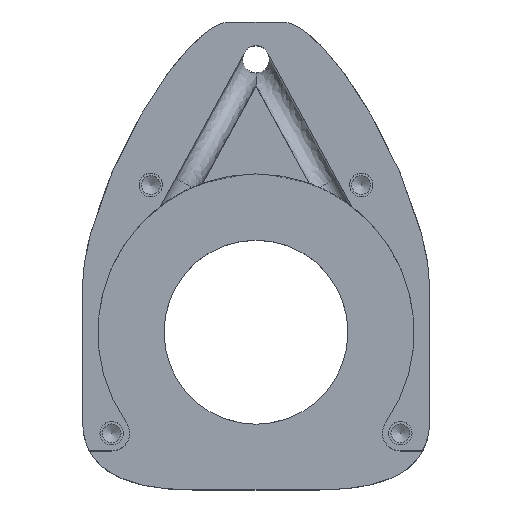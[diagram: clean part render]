
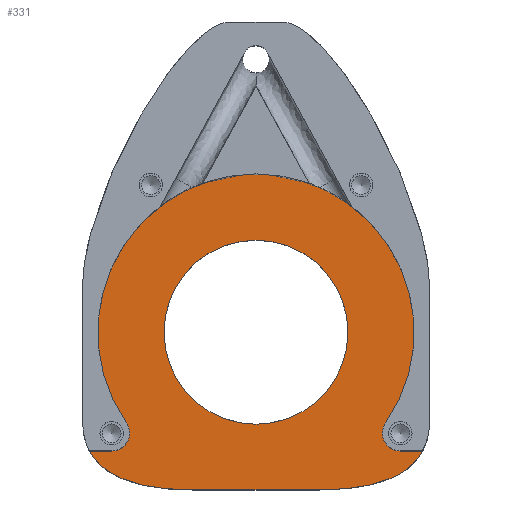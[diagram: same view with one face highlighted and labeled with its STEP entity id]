
A CAD part, top view. The second image highlights one B-rep face of the part: STEP entity #331.
In plain terms, the highlighted planar face has unit normal (0, 0, 1).
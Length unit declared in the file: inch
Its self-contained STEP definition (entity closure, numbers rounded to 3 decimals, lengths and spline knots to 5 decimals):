
#40 = DIRECTION ( 'NONE',  ( 0., 0., 1. ) ) ;
#89 = VERTEX_POINT ( 'NONE', #1165 ) ;
#92 = DIRECTION ( 'NONE',  ( 1., 0., 0. ) ) ;
#114 = ORIENTED_EDGE ( 'NONE', *, *, #2958, .F. ) ;
#136 = VERTEX_POINT ( 'NONE', #2774 ) ;
#205 = CARTESIAN_POINT ( 'NONE',  ( -0.68604, -0.92787, 1.095 ) ) ;
#213 = CARTESIAN_POINT ( 'NONE',  ( 0.68604, -0.92787, 1.095 ) ) ;
#231 = CARTESIAN_POINT ( 'NONE',  ( 0.79219, -0.92787, 1.095 ) ) ;
#248 = CARTESIAN_POINT ( 'NONE',  ( 0.3, -1.1125, 1.095 ) ) ;
#259 =( BOUNDED_CURVE ( )  B_SPLINE_CURVE ( 2, ( #1985, #3337, #1463 ),
 .UNSPECIFIED., .F., .F. ) 
 B_SPLINE_CURVE_WITH_KNOTS ( ( 3, 3 ),
 ( 0.00024, 0.00112 ),
 .UNSPECIFIED. ) 
 CURVE ( )  GEOMETRIC_REPRESENTATION_ITEM ( )  RATIONAL_B_SPLINE_CURVE ( ( 0.993, 0.992, 0.992 ) ) 
 REPRESENTATION_ITEM ( '' )  );
#320 = ORIENTED_EDGE ( 'NONE', *, *, #2857, .F. ) ;
#331 = ADVANCED_FACE ( 'NONE', ( #1899, #2744 ), #1408, .T. ) ;
#339 = LINE ( 'NONE', #607, #1348 ) ;
#341 = CARTESIAN_POINT ( 'NONE',  ( -0.61641, -0.79412, 1.095 ) ) ;
#389 = CARTESIAN_POINT ( 'NONE',  ( 0., -0.3625, 1.095 ) ) ;
#420 = EDGE_CURVE ( 'NONE', #3097, #1966, #2249, .T. ) ;
#449 = CARTESIAN_POINT ( 'NONE',  ( 0.63734, -1.05868, 1.095 ) ) ;
#480 = ORIENTED_EDGE ( 'NONE', *, *, #1858, .T. ) ;
#601 = VECTOR ( 'NONE', #2742, 39.37008 ) ;
#607 = CARTESIAN_POINT ( 'NONE',  ( -0.825, -1.1125, 1.095 ) ) ;
#608 = ORIENTED_EDGE ( 'NONE', *, *, #1751, .T. ) ;
#628 = CARTESIAN_POINT ( 'NONE',  ( 0.63734, -1.05868, 1.095 ) ) ;
#676 = EDGE_CURVE ( 'NONE', #3107, #2101, #3153, .T. ) ;
#723 = CARTESIAN_POINT ( 'NONE',  ( -0.5101, -1.1125, 1.095 ) ) ;
#728 = ORIENTED_EDGE ( 'NONE', *, *, #3246, .F. ) ;
#740 = ORIENTED_EDGE ( 'NONE', *, *, #1246, .F. ) ;
#781 = ORIENTED_EDGE ( 'NONE', *, *, #3186, .T. ) ;
#793 = EDGE_CURVE ( 'NONE', #1966, #136, #2020, .T. ) ;
#797 = CARTESIAN_POINT ( 'NONE',  ( -0.68604, -0.84287, 1.095 ) ) ;
#808 = EDGE_CURVE ( 'NONE', #2101, #3378, #259, .T. ) ;
#896 = CIRCLE ( 'NONE', #3292, 0.085 ) ;
#937 = CARTESIAN_POINT ( 'NONE',  ( -0.72664, -1.02091, 1.095 ) ) ;
#953 = VERTEX_POINT ( 'NONE', #449 ) ;
#996 = CARTESIAN_POINT ( 'NONE',  ( -0.63734, -1.05868, 1.095 ) ) ;
#1072 = CARTESIAN_POINT ( 'NONE',  ( 0.3, -1.1125, 1.095 ) ) ;
#1085 = CARTESIAN_POINT ( 'NONE',  ( 0., -0.3625, 1.095 ) ) ;
#1126 = ORIENTED_EDGE ( 'NONE', *, *, #420, .F. ) ;
#1136 = CARTESIAN_POINT ( 'NONE',  ( 0.68604, -0.92787, 1.095 ) ) ;
#1149 = CARTESIAN_POINT ( 'NONE',  ( 0.77361, -0.95713, 1.095 ) ) ;
#1165 = CARTESIAN_POINT ( 'NONE',  ( 0.4375, -0.3625, 1.095 ) ) ;
#1177 = DIRECTION ( 'NONE',  ( 1., 0., 0. ) ) ;
#1184 = CARTESIAN_POINT ( 'NONE',  ( 0., -0.3625, 1.095 ) ) ;
#1188 = CARTESIAN_POINT ( 'NONE',  ( -0.79219, -0.92787, 1.095 ) ) ;
#1192 = ORIENTED_EDGE ( 'NONE', *, *, #793, .F. ) ;
#1234 = VERTEX_POINT ( 'NONE', #341 ) ;
#1246 = EDGE_CURVE ( 'NONE', #136, #1994, #1503, .T. ) ;
#1253 = EDGE_CURVE ( 'NONE', #89, #89, #2646, .T. ) ;
#1301 = CARTESIAN_POINT ( 'NONE',  ( 0.61641, -0.79412, 1.095 ) ) ;
#1325 = DIRECTION ( 'NONE',  ( 1., 0., 0. ) ) ;
#1348 = VECTOR ( 'NONE', #1967, 39.37008 ) ;
#1378 =( BOUNDED_CURVE ( )  B_SPLINE_CURVE ( 2, ( #1149, #1686, #628 ),
 .UNSPECIFIED., .F., .F. ) 
 B_SPLINE_CURVE_WITH_KNOTS ( ( 3, 3 ),
 ( 0., 1. ),
 .UNSPECIFIED. ) 
 CURVE ( )  GEOMETRIC_REPRESENTATION_ITEM ( )  RATIONAL_B_SPLINE_CURVE ( ( 0.992, 0.989, 0.99 ) ) 
 REPRESENTATION_ITEM ( '' )  );
#1403 = AXIS2_PLACEMENT_3D ( 'NONE', #389, #1710, #1177 ) ;
#1405 = ORIENTED_EDGE ( 'NONE', *, *, #2699, .T. ) ;
#1408 = PLANE ( 'NONE',  #1655 ) ;
#1445 = DIRECTION ( 'NONE',  ( 0., 0., 1. ) ) ;
#1452 = CARTESIAN_POINT ( 'NONE',  ( -0.77361, -0.95713, 1.095 ) ) ;
#1463 = CARTESIAN_POINT ( 'NONE',  ( 0.77361, -0.95713, 1.095 ) ) ;
#1503 =( BOUNDED_CURVE ( )  B_SPLINE_CURVE ( 2, ( #1452, #2829, #1188 ),
 .UNSPECIFIED., .F., .F. ) 
 B_SPLINE_CURVE_WITH_KNOTS ( ( 3, 3 ),
 ( 0.01304, 0.0139 ),
 .UNSPECIFIED. ) 
 CURVE ( )  GEOMETRIC_REPRESENTATION_ITEM ( )  RATIONAL_B_SPLINE_CURVE ( ( 0.992, 0.992, 0.993 ) ) 
 REPRESENTATION_ITEM ( '' )  );
#1655 = AXIS2_PLACEMENT_3D ( 'NONE', #1184, #1445, #92 ) ;
#1676 = CARTESIAN_POINT ( 'NONE',  ( -0.68604, -0.92787, 1.095 ) ) ;
#1686 = CARTESIAN_POINT ( 'NONE',  ( 0.72664, -1.02091, 1.095 ) ) ;
#1710 = DIRECTION ( 'NONE',  ( 0., 0., 1. ) ) ;
#1751 = EDGE_CURVE ( 'NONE', #2413, #1994, #2597, .T. ) ;
#1789 = VERTEX_POINT ( 'NONE', #248 ) ;
#1812 = ORIENTED_EDGE ( 'NONE', *, *, #1253, .F. ) ;
#1838 = CARTESIAN_POINT ( 'NONE',  ( -0.79219, -0.92787, 1.095 ) ) ;
#1858 = EDGE_CURVE ( 'NONE', #1234, #2413, #2861, .T. ) ;
#1871 = ORIENTED_EDGE ( 'NONE', *, *, #808, .F. ) ;
#1885 = AXIS2_PLACEMENT_3D ( 'NONE', #1085, #2378, #1325 ) ;
#1892 = VECTOR ( 'NONE', #3386, 39.37008 ) ;
#1899 = FACE_BOUND ( 'NONE', #3418, .T. ) ;
#1921 = CARTESIAN_POINT ( 'NONE',  ( -0.63734, -1.05868, 1.095 ) ) ;
#1966 = VERTEX_POINT ( 'NONE', #1921 ) ;
#1967 = DIRECTION ( 'NONE',  ( 1., 0., 0. ) ) ;
#1985 = CARTESIAN_POINT ( 'NONE',  ( 0.79219, -0.92787, 1.095 ) ) ;
#1994 = VERTEX_POINT ( 'NONE', #1838 ) ;
#2020 =( BOUNDED_CURVE ( )  B_SPLINE_CURVE ( 2, ( #2258, #937, #2792 ),
 .UNSPECIFIED., .F., .F. ) 
 B_SPLINE_CURVE_WITH_KNOTS ( ( 3, 3 ),
 ( 0., 1. ),
 .UNSPECIFIED. ) 
 CURVE ( )  GEOMETRIC_REPRESENTATION_ITEM ( )  RATIONAL_B_SPLINE_CURVE ( ( 0.99, 0.989, 0.992 ) ) 
 REPRESENTATION_ITEM ( '' )  );
#2027 = EDGE_LOOP ( 'NONE', ( #1405, #728, #114, #1871, #2062, #320, #781, #480, #608, #740, #1192, #1126 ) ) ;
#2062 = ORIENTED_EDGE ( 'NONE', *, *, #676, .F. ) ;
#2063 =( BOUNDED_CURVE ( )  B_SPLINE_CURVE ( 2, ( #2635, #2678, #1072 ),
 .UNSPECIFIED., .F., .F. ) 
 B_SPLINE_CURVE_WITH_KNOTS ( ( 3, 3 ),
 ( 0., 1. ),
 .UNSPECIFIED. ) 
 CURVE ( )  GEOMETRIC_REPRESENTATION_ITEM ( )  RATIONAL_B_SPLINE_CURVE ( ( 0.99, 0.992, 1. ) ) 
 REPRESENTATION_ITEM ( '' )  );
#2096 = DIRECTION ( 'NONE',  ( 1., 0., 0. ) ) ;
#2101 = VERTEX_POINT ( 'NONE', #231 ) ;
#2162 = DIRECTION ( 'NONE',  ( 1., 0., 0. ) ) ;
#2249 =( BOUNDED_CURVE ( )  B_SPLINE_CURVE ( 2, ( #3384, #723, #996 ),
 .UNSPECIFIED., .F., .F. ) 
 B_SPLINE_CURVE_WITH_KNOTS ( ( 3, 3 ),
 ( 0., 1. ),
 .UNSPECIFIED. ) 
 CURVE ( )  GEOMETRIC_REPRESENTATION_ITEM ( )  RATIONAL_B_SPLINE_CURVE ( ( 1., 0.992, 0.99 ) ) 
 REPRESENTATION_ITEM ( '' )  );
#2258 = CARTESIAN_POINT ( 'NONE',  ( -0.63734, -1.05868, 1.095 ) ) ;
#2261 = CIRCLE ( 'NONE', #1885, 0.7525 ) ;
#2262 = AXIS2_PLACEMENT_3D ( 'NONE', #797, #2948, #2096 ) ;
#2378 = DIRECTION ( 'NONE',  ( 0., 0., 1. ) ) ;
#2413 = VERTEX_POINT ( 'NONE', #1676 ) ;
#2597 = LINE ( 'NONE', #205, #1892 ) ;
#2635 = CARTESIAN_POINT ( 'NONE',  ( 0.63734, -1.05868, 1.095 ) ) ;
#2646 = CIRCLE ( 'NONE', #1403, 0.4375 ) ;
#2678 = CARTESIAN_POINT ( 'NONE',  ( 0.5101, -1.1125, 1.095 ) ) ;
#2699 = EDGE_CURVE ( 'NONE', #3097, #1789, #339, .T. ) ;
#2742 = DIRECTION ( 'NONE',  ( 1., 0., 0. ) ) ;
#2744 = FACE_OUTER_BOUND ( 'NONE', #2027, .T. ) ;
#2774 = CARTESIAN_POINT ( 'NONE',  ( -0.77361, -0.95713, 1.095 ) ) ;
#2792 = CARTESIAN_POINT ( 'NONE',  ( -0.77361, -0.95713, 1.095 ) ) ;
#2829 = CARTESIAN_POINT ( 'NONE',  ( -0.78393, -0.94312, 1.095 ) ) ;
#2857 = EDGE_CURVE ( 'NONE', #3218, #3107, #896, .T. ) ;
#2861 = CIRCLE ( 'NONE', #2262, 0.085 ) ;
#2948 = DIRECTION ( 'NONE',  ( 0., 0., -1. ) ) ;
#2958 = EDGE_CURVE ( 'NONE', #3378, #953, #1378, .T. ) ;
#3097 = VERTEX_POINT ( 'NONE', #3435 ) ;
#3107 = VERTEX_POINT ( 'NONE', #213 ) ;
#3153 = LINE ( 'NONE', #1136, #601 ) ;
#3186 = EDGE_CURVE ( 'NONE', #3218, #1234, #2261, .T. ) ;
#3218 = VERTEX_POINT ( 'NONE', #1301 ) ;
#3227 = CARTESIAN_POINT ( 'NONE',  ( 0.68604, -0.84287, 1.095 ) ) ;
#3246 = EDGE_CURVE ( 'NONE', #953, #1789, #2063, .T. ) ;
#3292 = AXIS2_PLACEMENT_3D ( 'NONE', #3227, #40, #2162 ) ;
#3337 = CARTESIAN_POINT ( 'NONE',  ( 0.78393, -0.94312, 1.095 ) ) ;
#3378 = VERTEX_POINT ( 'NONE', #3385 ) ;
#3384 = CARTESIAN_POINT ( 'NONE',  ( -0.3, -1.1125, 1.095 ) ) ;
#3385 = CARTESIAN_POINT ( 'NONE',  ( 0.77361, -0.95713, 1.095 ) ) ;
#3386 = DIRECTION ( 'NONE',  ( -1., 0., 0. ) ) ;
#3418 = EDGE_LOOP ( 'NONE', ( #1812 ) ) ;
#3435 = CARTESIAN_POINT ( 'NONE',  ( -0.3, -1.1125, 1.095 ) ) ;
